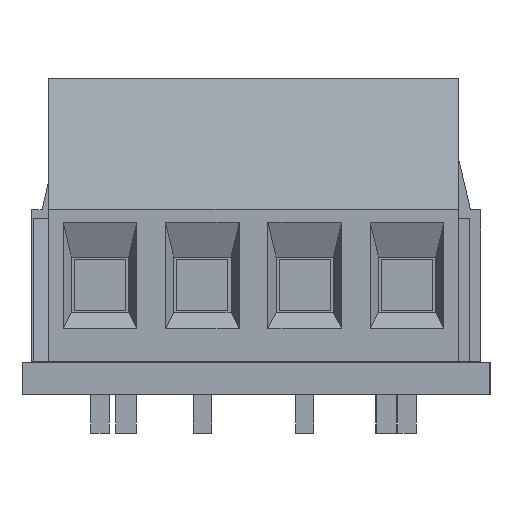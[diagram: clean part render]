
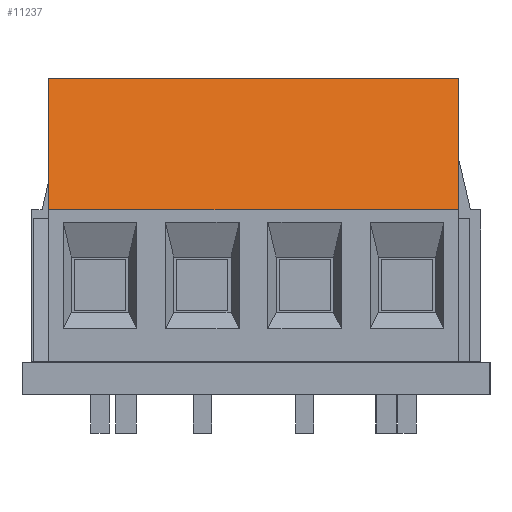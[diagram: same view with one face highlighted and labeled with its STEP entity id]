
A CAD part, left-side view. The second image highlights one B-rep face of the part: STEP entity #11237.
In plain terms, the highlighted face is planar.
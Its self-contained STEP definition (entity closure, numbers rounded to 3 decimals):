
#10930 = EDGE_CURVE('',#10931,#10933,#10935,.T.);
#10931 = VERTEX_POINT('',#10932);
#10932 = CARTESIAN_POINT('',(-2.5,-2.6,13.8));
#10933 = VERTEX_POINT('',#10934);
#10934 = CARTESIAN_POINT('',(-2.5,-4.1,7.4));
#10935 = SURFACE_CURVE('',#10936,(#10940,#10952),.PCURVE_S1.);
#10936 = LINE('',#10937,#10938);
#10937 = CARTESIAN_POINT('',(-2.5,-2.6,13.8));
#10938 = VECTOR('',#10939,1.);
#10939 = DIRECTION('',(0.,-0.228,-0.974));
#10940 = PCURVE('',#10941,#10946);
#10941 = PLANE('',#10942);
#10942 = AXIS2_PLACEMENT_3D('',#10943,#10944,#10945);
#10943 = CARTESIAN_POINT('',(-2.5,0.3,6.9));
#10944 = DIRECTION('',(1.,0.,0.));
#10945 = DIRECTION('',(0.,0.,1.));
#10946 = DEFINITIONAL_REPRESENTATION('',(#10947),#10951);
#10947 = LINE('',#10948,#10949);
#10948 = CARTESIAN_POINT('',(6.9,2.9));
#10949 = VECTOR('',#10950,1.);
#10950 = DIRECTION('',(-0.974,0.228));
#10951 = ( GEOMETRIC_REPRESENTATION_CONTEXT(2) 
PARAMETRIC_REPRESENTATION_CONTEXT() REPRESENTATION_CONTEXT('2D SPACE',''
  ) );
#10952 = PCURVE('',#10953,#10958);
#10953 = PLANE('',#10954);
#10954 = AXIS2_PLACEMENT_3D('',#10955,#10956,#10957);
#10955 = CARTESIAN_POINT('',(-2.5,-2.6,13.8));
#10956 = DIRECTION('',(0.,0.974,-0.228));
#10957 = DIRECTION('',(0.,-0.228,-0.974));
#10958 = DEFINITIONAL_REPRESENTATION('',(#10959),#10963);
#10959 = LINE('',#10960,#10961);
#10960 = CARTESIAN_POINT('',(0.,0.));
#10961 = VECTOR('',#10962,1.);
#10962 = DIRECTION('',(1.,0.));
#10963 = ( GEOMETRIC_REPRESENTATION_CONTEXT(2) 
PARAMETRIC_REPRESENTATION_CONTEXT() REPRESENTATION_CONTEXT('2D SPACE',''
  ) );
#10981 = PLANE('',#10982);
#10982 = AXIS2_PLACEMENT_3D('',#10983,#10984,#10985);
#10983 = CARTESIAN_POINT('',(-2.5,-4.1,7.4));
#10984 = DIRECTION('',(0.,0.,-1.));
#10985 = DIRECTION('',(0.,-1.,0.));
#11226 = PLANE('',#11227);
#11227 = AXIS2_PLACEMENT_3D('',#11228,#11229,#11230);
#11228 = CARTESIAN_POINT('',(-2.5,5.2,13.8));
#11229 = DIRECTION('',(0.,0.,-1.));
#11230 = DIRECTION('',(0.,-1.,0.));
#11237 = ADVANCED_FACE('',(#11238),#10953,.F.);
#11238 = FACE_BOUND('',#11239,.F.);
#11239 = EDGE_LOOP('',(#11240,#11263,#11291,#11312));
#11240 = ORIENTED_EDGE('',*,*,#11241,.T.);
#11241 = EDGE_CURVE('',#10931,#11242,#11244,.T.);
#11242 = VERTEX_POINT('',#11243);
#11243 = CARTESIAN_POINT('',(17.5,-2.6,13.8));
#11244 = SURFACE_CURVE('',#11245,(#11249,#11256),.PCURVE_S1.);
#11245 = LINE('',#11246,#11247);
#11246 = CARTESIAN_POINT('',(-2.5,-2.6,13.8));
#11247 = VECTOR('',#11248,1.);
#11248 = DIRECTION('',(1.,0.,0.));
#11249 = PCURVE('',#10953,#11250);
#11250 = DEFINITIONAL_REPRESENTATION('',(#11251),#11255);
#11251 = LINE('',#11252,#11253);
#11252 = CARTESIAN_POINT('',(0.,0.));
#11253 = VECTOR('',#11254,1.);
#11254 = DIRECTION('',(0.,-1.));
#11255 = ( GEOMETRIC_REPRESENTATION_CONTEXT(2) 
PARAMETRIC_REPRESENTATION_CONTEXT() REPRESENTATION_CONTEXT('2D SPACE',''
  ) );
#11256 = PCURVE('',#11226,#11257);
#11257 = DEFINITIONAL_REPRESENTATION('',(#11258),#11262);
#11258 = LINE('',#11259,#11260);
#11259 = CARTESIAN_POINT('',(7.8,0.));
#11260 = VECTOR('',#11261,1.);
#11261 = DIRECTION('',(0.,-1.));
#11262 = ( GEOMETRIC_REPRESENTATION_CONTEXT(2) 
PARAMETRIC_REPRESENTATION_CONTEXT() REPRESENTATION_CONTEXT('2D SPACE',''
  ) );
#11263 = ORIENTED_EDGE('',*,*,#11264,.T.);
#11264 = EDGE_CURVE('',#11242,#11265,#11267,.T.);
#11265 = VERTEX_POINT('',#11266);
#11266 = CARTESIAN_POINT('',(17.5,-4.1,7.4));
#11267 = SURFACE_CURVE('',#11268,(#11272,#11279),.PCURVE_S1.);
#11268 = LINE('',#11269,#11270);
#11269 = CARTESIAN_POINT('',(17.5,-2.6,13.8));
#11270 = VECTOR('',#11271,1.);
#11271 = DIRECTION('',(0.,-0.228,-0.974));
#11272 = PCURVE('',#10953,#11273);
#11273 = DEFINITIONAL_REPRESENTATION('',(#11274),#11278);
#11274 = LINE('',#11275,#11276);
#11275 = CARTESIAN_POINT('',(0.,-20.));
#11276 = VECTOR('',#11277,1.);
#11277 = DIRECTION('',(1.,0.));
#11278 = ( GEOMETRIC_REPRESENTATION_CONTEXT(2) 
PARAMETRIC_REPRESENTATION_CONTEXT() REPRESENTATION_CONTEXT('2D SPACE',''
  ) );
#11279 = PCURVE('',#11280,#11285);
#11280 = PLANE('',#11281);
#11281 = AXIS2_PLACEMENT_3D('',#11282,#11283,#11284);
#11282 = CARTESIAN_POINT('',(17.5,0.3,6.9));
#11283 = DIRECTION('',(1.,0.,0.));
#11284 = DIRECTION('',(0.,0.,1.));
#11285 = DEFINITIONAL_REPRESENTATION('',(#11286),#11290);
#11286 = LINE('',#11287,#11288);
#11287 = CARTESIAN_POINT('',(6.9,2.9));
#11288 = VECTOR('',#11289,1.);
#11289 = DIRECTION('',(-0.974,0.228));
#11290 = ( GEOMETRIC_REPRESENTATION_CONTEXT(2) 
PARAMETRIC_REPRESENTATION_CONTEXT() REPRESENTATION_CONTEXT('2D SPACE',''
  ) );
#11291 = ORIENTED_EDGE('',*,*,#11292,.F.);
#11292 = EDGE_CURVE('',#10933,#11265,#11293,.T.);
#11293 = SURFACE_CURVE('',#11294,(#11298,#11305),.PCURVE_S1.);
#11294 = LINE('',#11295,#11296);
#11295 = CARTESIAN_POINT('',(-2.5,-4.1,7.4));
#11296 = VECTOR('',#11297,1.);
#11297 = DIRECTION('',(1.,0.,0.));
#11298 = PCURVE('',#10953,#11299);
#11299 = DEFINITIONAL_REPRESENTATION('',(#11300),#11304);
#11300 = LINE('',#11301,#11302);
#11301 = CARTESIAN_POINT('',(6.573,0.));
#11302 = VECTOR('',#11303,1.);
#11303 = DIRECTION('',(0.,-1.));
#11304 = ( GEOMETRIC_REPRESENTATION_CONTEXT(2) 
PARAMETRIC_REPRESENTATION_CONTEXT() REPRESENTATION_CONTEXT('2D SPACE',''
  ) );
#11305 = PCURVE('',#10981,#11306);
#11306 = DEFINITIONAL_REPRESENTATION('',(#11307),#11311);
#11307 = LINE('',#11308,#11309);
#11308 = CARTESIAN_POINT('',(0.,-0.));
#11309 = VECTOR('',#11310,1.);
#11310 = DIRECTION('',(0.,-1.));
#11311 = ( GEOMETRIC_REPRESENTATION_CONTEXT(2) 
PARAMETRIC_REPRESENTATION_CONTEXT() REPRESENTATION_CONTEXT('2D SPACE',''
  ) );
#11312 = ORIENTED_EDGE('',*,*,#10930,.F.);
